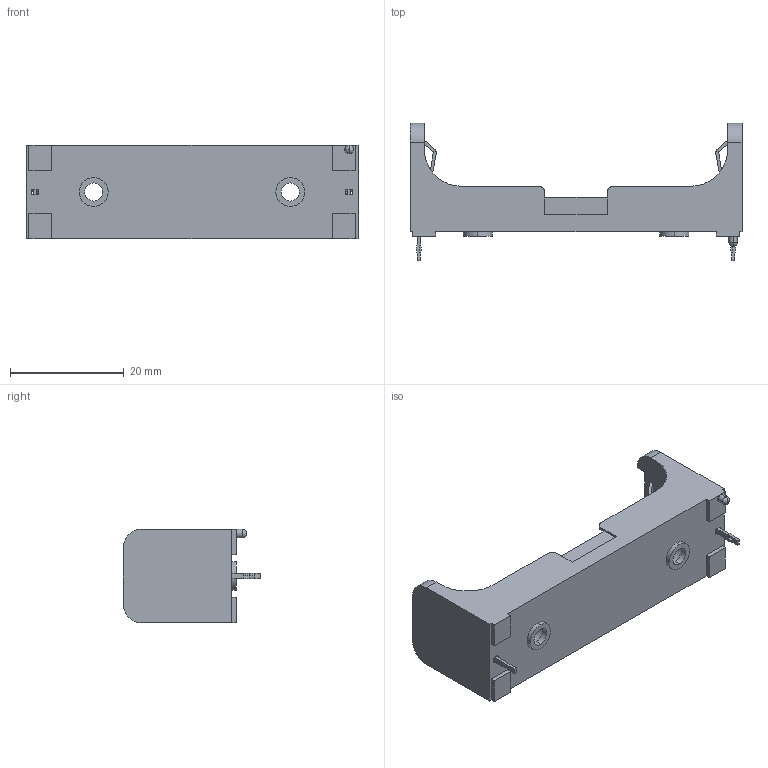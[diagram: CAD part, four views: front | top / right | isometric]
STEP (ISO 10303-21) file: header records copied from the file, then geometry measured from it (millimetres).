
FILE_DESCRIPTION (( 'STEP AP214' ), '1' );
FILE_NAME ('BHAA-3.STEP', '2020-01-10T02:52:38', ( '' ), ( '' ), 'SwSTEP 2.0', 'SolidWorks 2017', '' );
FILE_SCHEMA (( 'AUTOMOTIVE_DESIGN' ));
Length unit declared in the file: millimetre
Products named in the file (1): BHAA-3
Bounding box: 58.32 x 24.1 x 16.51 mm (x, y, z)
Volume: 4282.4 mm3; surface area: 5621.6 mm2
Topology: 3 solids, 3 shells, 260 faces, 706 edges, 466 vertices
Faces by surface type: plane 192, cylinder 66, torus 2
Entity records: 8630 total; most frequent: CARTESIAN_POINT 1901, ORIENTED_EDGE 1412, DIRECTION 1336, EDGE_CURVE 706, LINE 558, VECTOR 558, VERTEX_POINT 466, AXIS2_PLACEMENT_3D 389
